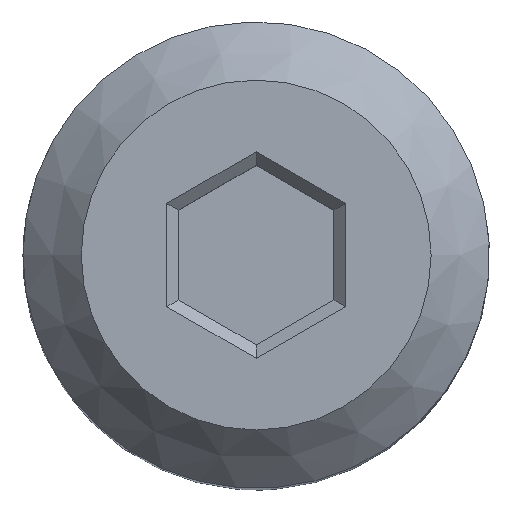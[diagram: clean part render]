
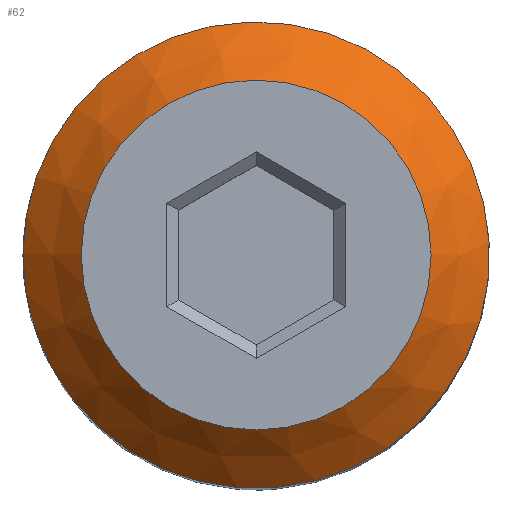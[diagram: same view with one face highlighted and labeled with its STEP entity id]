
A CAD part, top view. The second image highlights one B-rep face of the part: STEP entity #62.
In plain terms, the highlighted conical face has half-angle 45 degrees and reference radius 4.5 mm.
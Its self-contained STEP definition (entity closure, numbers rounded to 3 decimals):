
#62 = ADVANCED_FACE( '', ( #141, #142 ), #143, .T. );
#141 = FACE_OUTER_BOUND( '', #236, .T. );
#142 = FACE_BOUND( '', #237, .T. );
#143 = CONICAL_SURFACE( '', #238, 4.5, 0.785 );
#236 = EDGE_LOOP( '', ( #350 ) );
#237 = EDGE_LOOP( '', ( #351 ) );
#238 = AXIS2_PLACEMENT_3D( '', #352, #353, #354 );
#350 = ORIENTED_EDGE( '', *, *, #571, .F. );
#351 = ORIENTED_EDGE( '', *, *, #559, .F. );
#352 = CARTESIAN_POINT( '', ( 0., 0., 32. ) );
#353 = DIRECTION( '', ( 0., 0., -1. ) );
#354 = DIRECTION( '', ( -1., 0., 0. ) );
#559 = EDGE_CURVE( '', #661, #661, #662, .F. );
#571 = EDGE_CURVE( '', #679, #679, #680, .T. );
#661 = VERTEX_POINT( '', #806 );
#662 = CIRCLE( '', #807, 4.5 );
#679 = VERTEX_POINT( '', #830 );
#680 = CIRCLE( '', #831, 6. );
#806 = CARTESIAN_POINT( '', ( -4.5, 0., 32. ) );
#807 = AXIS2_PLACEMENT_3D( '', #969, #970, #971 );
#830 = CARTESIAN_POINT( '', ( -6., 0., 30.5 ) );
#831 = AXIS2_PLACEMENT_3D( '', #984, #985, #986 );
#969 = CARTESIAN_POINT( '', ( 0., 0., 32. ) );
#970 = DIRECTION( '', ( 0., 0., -1. ) );
#971 = DIRECTION( '', ( -1., 0., 0. ) );
#984 = CARTESIAN_POINT( '', ( 0., 0., 30.5 ) );
#985 = DIRECTION( '', ( 0., 0., -1. ) );
#986 = DIRECTION( '', ( -1., 0., 0. ) );
